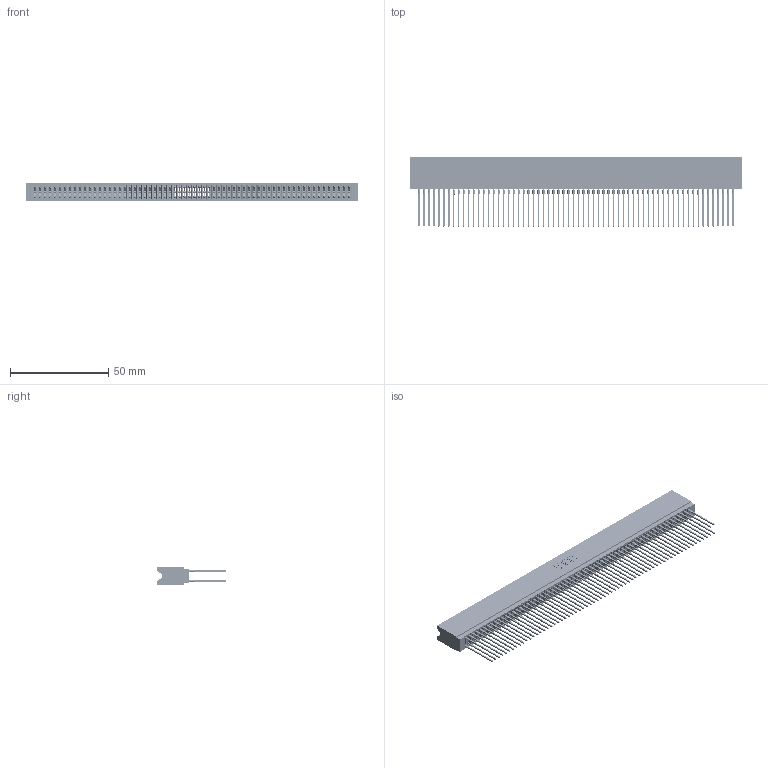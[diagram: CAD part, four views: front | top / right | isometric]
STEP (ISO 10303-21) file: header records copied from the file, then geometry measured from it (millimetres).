
FILE_DESCRIPTION (( 'STEP AP203' ), '1' );
FILE_NAME ('745-128-541-206.STEP', '2020-09-14T18:55:56', ( '' ), ( '' ), 'SwSTEP 2.0', 'SolidWorks 2020', '' );
FILE_SCHEMA (( 'CONFIG_CONTROL_DESIGN' ));
Products named in the file (3): 745 Part_Insulator Option - 06; 745-292-001_541; 745-128-541-206
Assembly tree (129 placements, depth 2):
  745-128-541-206
    745 Part_Insulator Option - 06
    745-292-001_541  x128
Bounding box: 169.16 x 35.45 x 8.89 mm (x, y, z)
Volume: 15706.1 mm3; surface area: 35006.6 mm2
Topology: 129 solids, 129 shells, 11552 faces, 31044 edges, 19500 vertices
Faces by surface type: plane 5944, bspline 2560, cylinder 2280, torus 768
Entity records: 104768 total; most frequent: CARTESIAN_POINT 18666, ORIENTED_EDGE 18146, DIRECTION 15833, EDGE_CURVE 9073, VECTOR 8507, LINE 8507, VERTEX_POINT 5784, AXIS2_PLACEMENT_3D 3663
